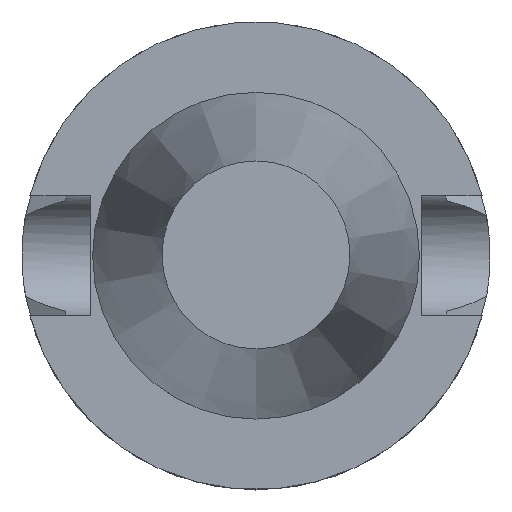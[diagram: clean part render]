
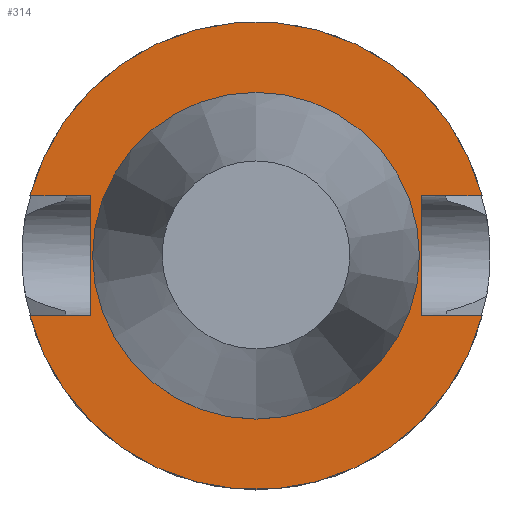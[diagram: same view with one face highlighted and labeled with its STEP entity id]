
A CAD part, top view. The second image highlights one B-rep face of the part: STEP entity #314.
In plain terms, the highlighted planar face has unit normal (0, 0, 1).
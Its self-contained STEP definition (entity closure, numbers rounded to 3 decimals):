
#194=EDGE_CURVE('240[2]',#450,#481,#482,.T.);
#214=EDGE_CURVE('240[2]',#403,#368,#509,.T.);
#216=EDGE_CURVE('240[2]',#489,#466,#511,.T.);
#218=EDGE_CURVE('240[2]',#513,#513,#514,.T.);
#234=EDGE_CURVE('240[2]',#537,#489,#538,.T.);
#255=EDGE_CURVE('240[2]',#481,#537,#563,.T.);
#261=EDGE_CURVE('240[2]',#368,#454,#571,.T.);
#263=EDGE_CURVE('240[2]',#454,#450,#573,.T.);
#265=EDGE_CURVE('240[2]',#466,#403,#575,.T.);
#314=ADVANCED_FACE('240[2]',(#635,#636),#637,.T.);
#368=VERTEX_POINT('',#753);
#403=VERTEX_POINT('',#808);
#450=VERTEX_POINT('',#887);
#454=VERTEX_POINT('',#893);
#466=VERTEX_POINT('',#909);
#481=VERTEX_POINT('',#956);
#482=LINE('',#957,#958);
#489=VERTEX_POINT('',#967);
#509=CIRCLE('',#1059,50.0);
#511=LINE('',#1062,#1063);
#513=VERTEX_POINT('',#1066);
#514=CIRCLE('',#1067,34.925);
#537=VERTEX_POINT('',#1106);
#538=LINE('',#1107,#1108);
#563=CIRCLE('',#1159,50.0);
#571=LINE('',#1190,#1191);
#573=LINE('',#1194,#1195);
#575=LINE('',#1198,#1199);
#635=FACE_OUTER_BOUND('',#1332,.T.);
#636=FACE_BOUND('',#1333,.T.);
#637=PLANE('',#1334);
#753=CARTESIAN_POINT('',(-48.321,12.85,-1.5));
#808=CARTESIAN_POINT('',(48.321,12.85,-1.5));
#887=CARTESIAN_POINT('',(-35.4,-12.85,-1.5));
#893=CARTESIAN_POINT('',(-35.4,12.85,-1.5));
#909=CARTESIAN_POINT('',(35.4,12.85,-1.5));
#956=CARTESIAN_POINT('',(-48.321,-12.85,-1.5));
#957=CARTESIAN_POINT('',(-17.7,-12.85,-1.5));
#958=VECTOR('',#1489,1.0);
#967=CARTESIAN_POINT('',(35.4,-12.85,-1.5));
#1059=AXIS2_PLACEMENT_3D('',#1525,#1526,#1527);
#1062=CARTESIAN_POINT('',(35.4,21.231,-1.5));
#1063=VECTOR('',#1528,1.0);
#1066=CARTESIAN_POINT('',(0.,34.925,-1.5));
#1067=AXIS2_PLACEMENT_3D('',#1529,#1530,#1531);
#1106=CARTESIAN_POINT('',(48.321,-12.85,-1.5));
#1107=CARTESIAN_POINT('',(17.7,-12.85,-1.5));
#1108=VECTOR('',#1552,1.0);
#1159=AXIS2_PLACEMENT_3D('',#1585,#1586,#1587);
#1190=CARTESIAN_POINT('',(-17.7,12.85,-1.5));
#1191=VECTOR('',#1588,1.0);
#1194=CARTESIAN_POINT('',(-35.4,14.806,-1.5));
#1195=VECTOR('',#1589,1.0);
#1198=CARTESIAN_POINT('',(17.7,12.85,-1.5));
#1199=VECTOR('',#1590,1.0);
#1332=EDGE_LOOP('',(#1679,#1680,#1681,#1682,#1683,#1684,#1685,#1686));
#1333=EDGE_LOOP('',(#1687));
#1334=AXIS2_PLACEMENT_3D('',#1688,#1689,#1690);
#1489=DIRECTION('',(-1.0,0.0,0.));
#1525=CARTESIAN_POINT('',(0.,0.,-1.5));
#1526=DIRECTION('',(0.,0.,1.0));
#1527=DIRECTION('',(0.,1.0,0.));
#1528=DIRECTION('',(-0.0,1.0,0.));
#1529=CARTESIAN_POINT('',(0.,0.,-1.5));
#1530=DIRECTION('',(0.,0.,1.0));
#1531=DIRECTION('',(0.,1.0,0.));
#1552=DIRECTION('',(-1.0,0.0,0.));
#1585=CARTESIAN_POINT('',(0.,0.,-1.5));
#1586=DIRECTION('',(0.,0.,1.0));
#1587=DIRECTION('',(0.,1.0,0.));
#1588=DIRECTION('',(1.0,0.0,0.));
#1589=DIRECTION('',(-0.0,-1.0,0.));
#1590=DIRECTION('',(1.0,0.0,0.));
#1679=ORIENTED_EDGE('',*,*,#194,.T.);
#1680=ORIENTED_EDGE('',*,*,#255,.T.);
#1681=ORIENTED_EDGE('',*,*,#234,.T.);
#1682=ORIENTED_EDGE('',*,*,#216,.T.);
#1683=ORIENTED_EDGE('',*,*,#265,.T.);
#1684=ORIENTED_EDGE('',*,*,#214,.T.);
#1685=ORIENTED_EDGE('',*,*,#261,.T.);
#1686=ORIENTED_EDGE('',*,*,#263,.T.);
#1687=ORIENTED_EDGE('',*,*,#218,.F.);
#1688=CARTESIAN_POINT('',(0.,42.463,-1.5));
#1689=DIRECTION('',(0.,0.,1.0));
#1690=DIRECTION('',(1.0,0.,0.0));
